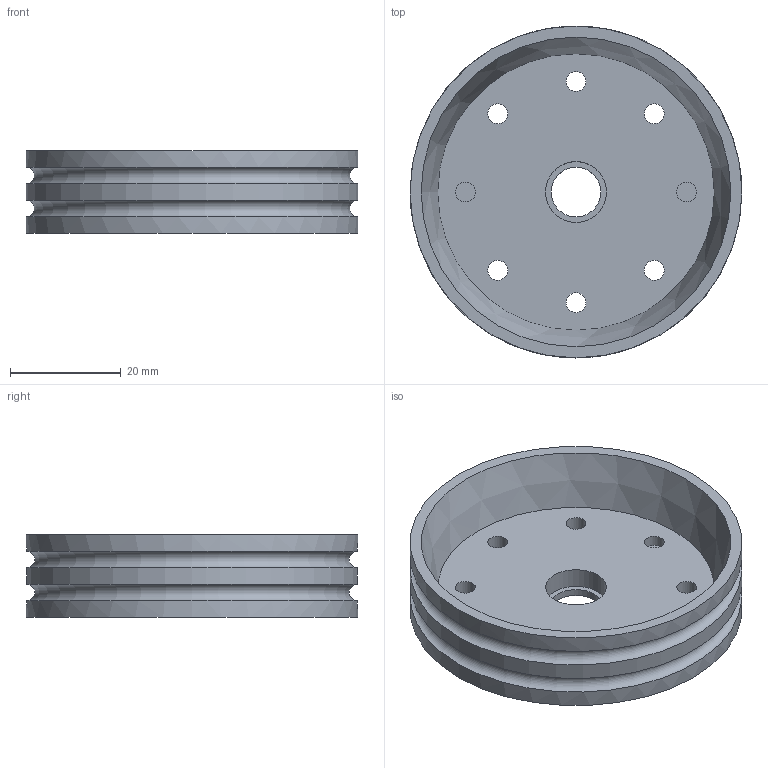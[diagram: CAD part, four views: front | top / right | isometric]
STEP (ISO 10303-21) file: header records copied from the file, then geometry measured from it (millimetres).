
FILE_DESCRIPTION(('FreeCAD Model'),'2;1');
FILE_NAME( 'wheel-rear.step', '2015-01-12T12:48:27',('FreeCAD'),('FreeCAD'), 'Open CASCADE STEP processor 6.7','FreeCAD','Unknown');
FILE_SCHEMA(('AUTOMOTIVE_DESIGN_CC2 { 1 2 10303 214 -1 1 5 4 }'));
Length unit declared in the file: millimetre
Products named in the file (1): Wheel-rear
Bounding box: 60 x 60 x 15 mm (x, y, z)
Volume: 17885.3 mm3; surface area: 10768.3 mm2
Topology: 1 solids, 1 shells, 26 faces, 75 edges, 57 vertices
Faces by surface type: cylinder 15, plane 8, torus 2, cone 1
Full cylindrical faces by diameter (mm): 3.6 x8, 9 x3, 11 x1, 60 x3
Entity records: 4351 total; most frequent: CARTESIAN_POINT 2823, DIRECTION 287, ORIENTED_EDGE 150, PCURVE 150, DEFINITIONAL_REPRESENTATION 150, LINE 101, VECTOR 101, CIRCLE 81
